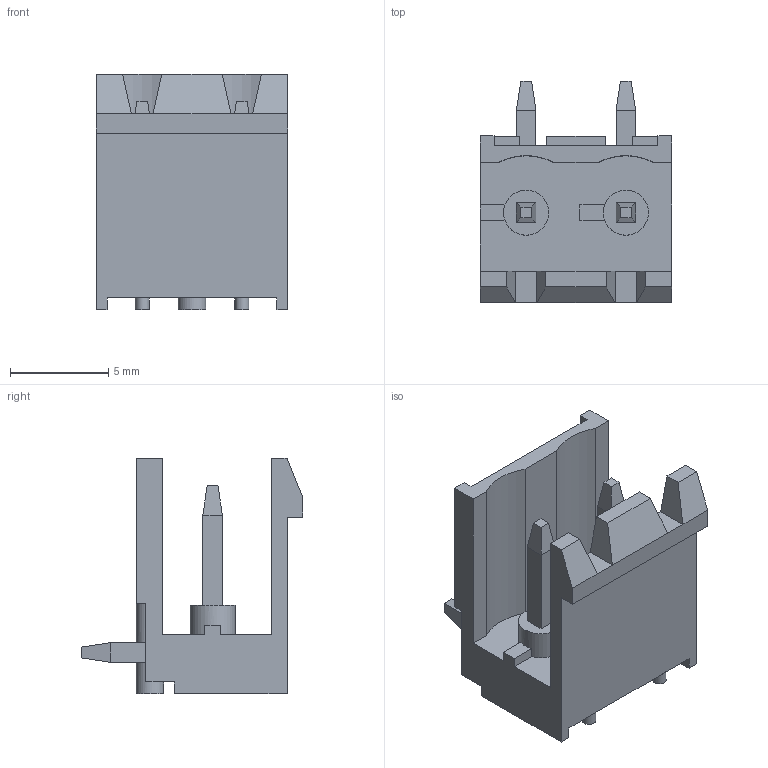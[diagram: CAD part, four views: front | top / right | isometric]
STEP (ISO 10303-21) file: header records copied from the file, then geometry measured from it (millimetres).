
FILE_DESCRIPTION( ( 'Unknown' ), '1' );
FILE_NAME( '691701530002B.stp', 'Unknown', ( 'Unknown' ), ( 'Unknown' ), 'PSStep 18.0.17', 'Unknown', ' ' );
FILE_SCHEMA( ( 'AUTOMOTIVE_DESIGN { 1 0 10303 214 1 1 1 1 }' ) );
Length unit declared in the file: millimetre
Products named in the file (3): Assem1; 691701530002B; 6917015300xxB_PIN
Assembly tree (3 placements, depth 2):
  Assem1
    691701530002B
    6917015300xxB_PIN  x2
Bounding box: 9.76 x 11.3 x 12 mm (x, y, z)
Volume: 325.5 mm3; surface area: 896.7 mm2
Topology: 3 solids, 3 shells, 133 faces, 350 edges, 224 vertices
Faces by surface type: plane 122, cylinder 11
Full cylindrical faces by diameter (mm): 0.7 x2, 1.4 x1, 2.3 x2
Entity records: 4449 total; most frequent: CARTESIAN_POINT 614, ORIENTED_EDGE 600, DIRECTION 563, EDGE_CURVE 300, LINE 275, VECTOR 275, VERTEX_POINT 195, AXIS2_PLACEMENT_3D 144
